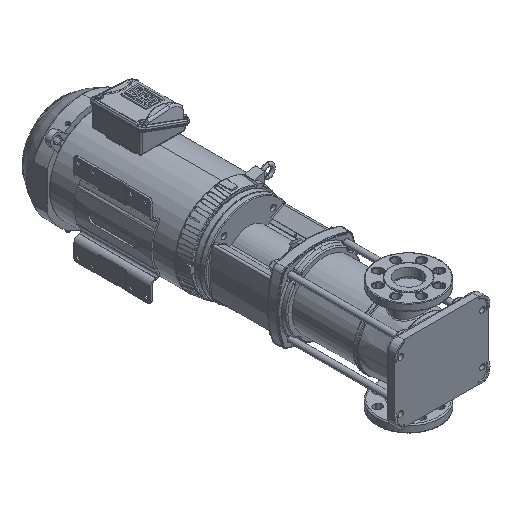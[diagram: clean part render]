
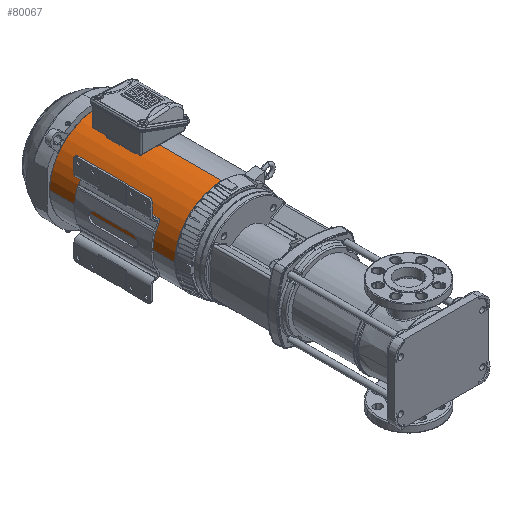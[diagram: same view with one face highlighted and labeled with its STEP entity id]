
A CAD part, isometric view. The second image highlights one B-rep face of the part: STEP entity #80067.
In plain terms, the highlighted cylindrical face has radius 124.3 mm (diameter 248.6 mm), a partial arc.
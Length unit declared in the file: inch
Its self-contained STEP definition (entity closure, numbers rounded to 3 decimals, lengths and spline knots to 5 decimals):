
#19 = EDGE_CURVE ( 'NONE', #124502, #46801, #44674, .T. ) ;
#12412 = EDGE_CURVE ( 'NONE', #124502, #44277, #54552, .T. ) ;
#24548 = EDGE_LOOP ( 'NONE', ( #45407, #161422, #157927, #45735 ) ) ;
#33633 = FACE_OUTER_BOUND ( 'NONE', #24548, .T. ) ;
#36290 = DIRECTION ( 'NONE',  ( -1., 0., 0. ) ) ;
#44277 = VERTEX_POINT ( 'NONE', #126071 ) ;
#44674 = LINE ( 'NONE', #112435, #169880 ) ;
#45407 = ORIENTED_EDGE ( 'NONE', *, *, #12412, .T. ) ;
#45735 = ORIENTED_EDGE ( 'NONE', *, *, #19, .F. ) ;
#46801 = VERTEX_POINT ( 'NONE', #165199 ) ;
#49834 = CARTESIAN_POINT ( 'NONE',  ( 6.01795, -0.74874, 0. ) ) ;
#54552 = CIRCLE ( 'NONE', #148831, 4.8937 ) ;
#55084 = VECTOR ( 'NONE', #36290, 39.37008 ) ;
#57057 = DIRECTION ( 'NONE',  ( 0., -1., 0. ) ) ;
#59874 = CARTESIAN_POINT ( 'NONE',  ( -6.94937, -0.74874, 4.8937 ) ) ;
#80067 = ADVANCED_FACE ( 'NONE', ( #33633 ), #115279, .T. ) ;
#80118 = AXIS2_PLACEMENT_3D ( 'NONE', #110082, #162222, #57057 ) ;
#85691 = CIRCLE ( 'NONE', #80118, 4.8937 ) ;
#88459 = LINE ( 'NONE', #103178, #55084 ) ;
#91571 = DIRECTION ( 'NONE',  ( 0., -1., 0. ) ) ;
#99413 = DIRECTION ( 'NONE',  ( -1., 0., 0. ) ) ;
#103178 = CARTESIAN_POINT ( 'NONE',  ( 38.30292, -0.74874, 4.8937 ) ) ;
#103812 = EDGE_CURVE ( 'NONE', #44277, #116083, #88459, .T. ) ;
#103941 = DIRECTION ( 'NONE',  ( 0., 0., 1. ) ) ;
#110082 = CARTESIAN_POINT ( 'NONE',  ( -6.94937, -0.74874, 0. ) ) ;
#112299 = CARTESIAN_POINT ( 'NONE',  ( 6.01795, -5.64244, 0.00085 ) ) ;
#112435 = CARTESIAN_POINT ( 'NONE',  ( 38.30292, -5.64244, 0.00085 ) ) ;
#115279 = CYLINDRICAL_SURFACE ( 'NONE', #126350, 4.8937 ) ;
#116083 = VERTEX_POINT ( 'NONE', #59874 ) ;
#116130 = CARTESIAN_POINT ( 'NONE',  ( 38.30292, -0.74874, 0. ) ) ;
#124502 = VERTEX_POINT ( 'NONE', #112299 ) ;
#126071 = CARTESIAN_POINT ( 'NONE',  ( 6.01795, -0.74874, 4.8937 ) ) ;
#126350 = AXIS2_PLACEMENT_3D ( 'NONE', #116130, #169153, #103941 ) ;
#130637 = DIRECTION ( 'NONE',  ( -1., 0., 0. ) ) ;
#148831 = AXIS2_PLACEMENT_3D ( 'NONE', #49834, #130637, #91571 ) ;
#156059 = EDGE_CURVE ( 'NONE', #46801, #116083, #85691, .T. ) ;
#157927 = ORIENTED_EDGE ( 'NONE', *, *, #156059, .F. ) ;
#161422 = ORIENTED_EDGE ( 'NONE', *, *, #103812, .T. ) ;
#162222 = DIRECTION ( 'NONE',  ( -1., 0., 0. ) ) ;
#165199 = CARTESIAN_POINT ( 'NONE',  ( -6.94937, -5.64244, 0.00085 ) ) ;
#169153 = DIRECTION ( 'NONE',  ( -1., 0., 0. ) ) ;
#169880 = VECTOR ( 'NONE', #99413, 39.37008 ) ;
